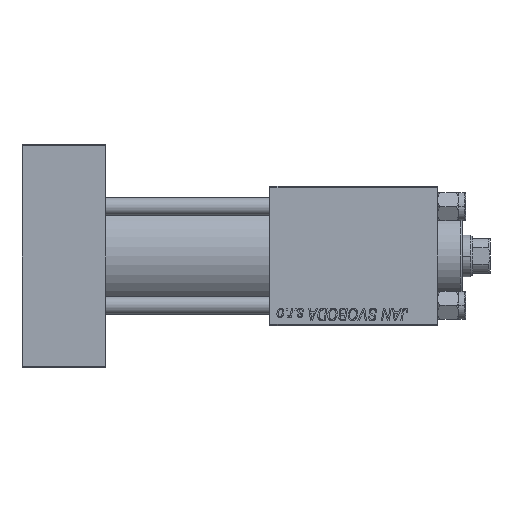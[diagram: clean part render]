
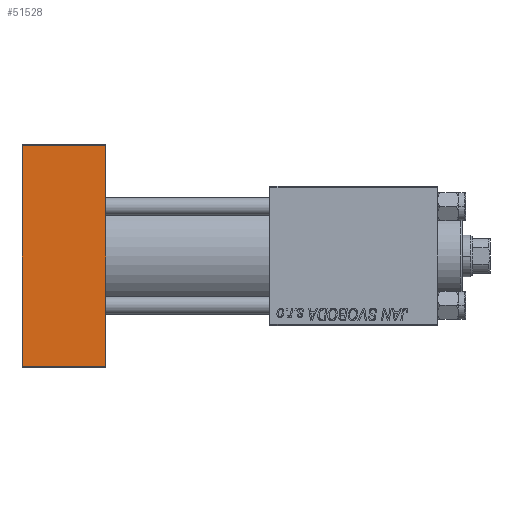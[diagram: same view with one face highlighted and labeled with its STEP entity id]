
A CAD part, front view. The second image highlights one B-rep face of the part: STEP entity #51528.
In plain terms, the highlighted planar face has unit normal (0, -1, 0).
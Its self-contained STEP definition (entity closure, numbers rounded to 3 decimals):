
#325 = DIRECTION ( 'NONE',  ( 1., 0., 0. ) ) ;
#848 = EDGE_LOOP ( 'NONE', ( #1972, #42079, #25800, #11606 ) ) ;
#1972 = ORIENTED_EDGE ( 'NONE', *, *, #2503, .T. ) ;
#2503 = EDGE_CURVE ( 'NONE', #22410, #42157, #7620, .T. ) ;
#3064 = CARTESIAN_POINT ( 'NONE',  ( 24., -20., 31.5 ) ) ;
#4319 = CARTESIAN_POINT ( 'NONE',  ( 24., -20., -31.5 ) ) ;
#6965 = DIRECTION ( 'NONE',  ( 0., 0., 1. ) ) ;
#7620 = LINE ( 'NONE', #43103, #26234 ) ;
#7937 = VERTEX_POINT ( 'NONE', #46610 ) ;
#11497 = VECTOR ( 'NONE', #325, 1000. ) ;
#11606 = ORIENTED_EDGE ( 'NONE', *, *, #46817, .T. ) ;
#12649 = LINE ( 'NONE', #43919, #45171 ) ;
#15002 = DIRECTION ( 'NONE',  ( 0., 0., -1. ) ) ;
#15106 = AXIS2_PLACEMENT_3D ( 'NONE', #32153, #51855, #6965 ) ;
#15860 = VERTEX_POINT ( 'NONE', #4319 ) ;
#16081 = DIRECTION ( 'NONE',  ( 0., 0., -1. ) ) ;
#16615 = LINE ( 'NONE', #41531, #11497 ) ;
#19062 = VECTOR ( 'NONE', #35096, 1000. ) ;
#19711 = EDGE_CURVE ( 'NONE', #42157, #15860, #16615, .T. ) ;
#20428 = CARTESIAN_POINT ( 'NONE',  ( 0., -20., 31.5 ) ) ;
#20939 = EDGE_CURVE ( 'NONE', #7937, #15860, #12649, .T. ) ;
#22410 = VERTEX_POINT ( 'NONE', #20428 ) ;
#25800 = ORIENTED_EDGE ( 'NONE', *, *, #20939, .F. ) ;
#26234 = VECTOR ( 'NONE', #15002, 1000. ) ;
#32153 = CARTESIAN_POINT ( 'NONE',  ( 24., -20., 32. ) ) ;
#35096 = DIRECTION ( 'NONE',  ( -1., 0., 0. ) ) ;
#35839 = PLANE ( 'NONE',  #15106 ) ;
#40936 = CARTESIAN_POINT ( 'NONE',  ( 0., -20., -31.5 ) ) ;
#41531 = CARTESIAN_POINT ( 'NONE',  ( 24., -20., -31.5 ) ) ;
#42079 = ORIENTED_EDGE ( 'NONE', *, *, #19711, .T. ) ;
#42157 = VERTEX_POINT ( 'NONE', #40936 ) ;
#43103 = CARTESIAN_POINT ( 'NONE',  ( 0., -20., 32. ) ) ;
#43467 = FACE_OUTER_BOUND ( 'NONE', #848, .T. ) ;
#43919 = CARTESIAN_POINT ( 'NONE',  ( 24., -20., 32. ) ) ;
#45171 = VECTOR ( 'NONE', #16081, 1000. ) ;
#46610 = CARTESIAN_POINT ( 'NONE',  ( 24., -20., 31.5 ) ) ;
#46660 = LINE ( 'NONE', #3064, #19062 ) ;
#46817 = EDGE_CURVE ( 'NONE', #7937, #22410, #46660, .T. ) ;
#51528 = ADVANCED_FACE ( 'NONE', ( #43467 ), #35839, .F. ) ;
#51855 = DIRECTION ( 'NONE',  ( 0., 1., 0. ) ) ;
